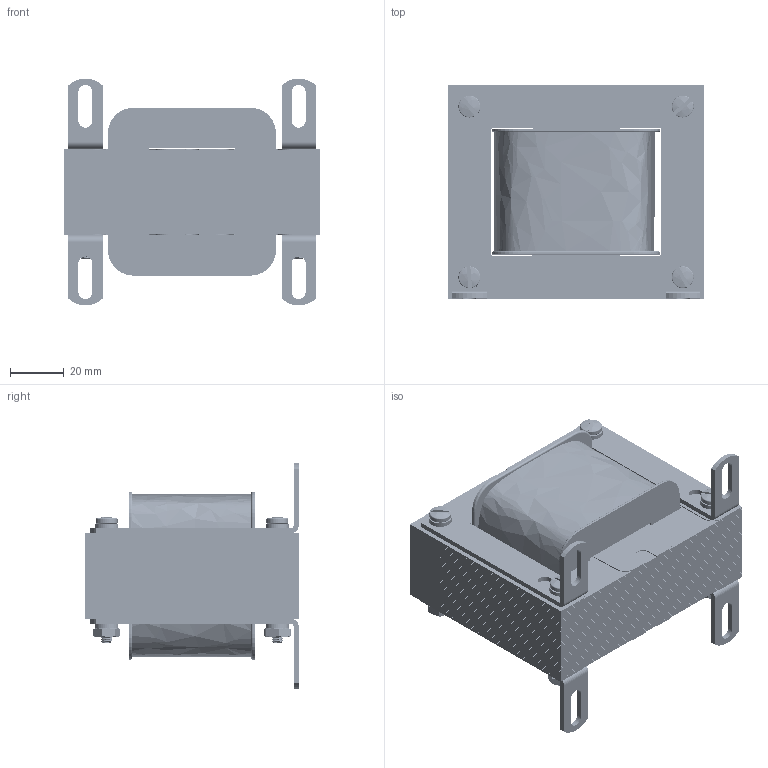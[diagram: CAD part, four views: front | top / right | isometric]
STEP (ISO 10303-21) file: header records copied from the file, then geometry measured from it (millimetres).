
FILE_DESCRIPTION(/* description */ (''),/* implementation_level */ '2;1');
FILE_NAME(/* name */ '15000-EI125-125-H02A.step',/* time_stamp */ '2024-01-31T12:08:55-07:00',/* author */ (''),/* organization */ (''),/* preprocessor_version */ 'ST-DEVELOPER v20',/* originating_system */ 'Autodesk Translation Framework v12.20.1.177',/* authorisation */ '');
FILE_SCHEMA (('AUTOMOTIVE_DESIGN { 1 0 10303 214 3 1 1 }'));
Products named in the file (8): 15000-EI125-125-H02A; 8-32 Standard Nut v1; 20000-B125-125-00* v18; 20000-EI125 v1; TMB-105 LF (B112H0) (BR125-LL-0H) v4; TMB-105 (B112H0); Fiber Laser Base v2 (1); EI125-125-18 Lead Wire v1
Assembly tree (7 placements, depth 4):
  15000-EI125-125-H02A
    8-32 Standard Nut v1
    20000-B125-125-00* v18
    20000-EI125 v1
    TMB-105 LF (B112H0) (BR125-LL-0H) v4
      TMB-105 (B112H0)
        Fiber Laser Base v2 (1)
    EI125-125-18 Lead Wire v1
Bounding box: 95.28 x 79.43 x 84.33 mm (x, y, z)
Volume: 301014.8 mm3; surface area: 1156050.7 mm2
Topology: 200 solids, 200 shells, 3403 faces, 8859 edges, 5870 vertices
Faces by surface type: plane 1978, cylinder 1308, cone 72, bspline 21, torus 16, sphere 8
Full cylindrical faces by diameter (mm): 3.134 x228, 4.166 x228, 4.394 x8, 5.159 x4, 5.207 x8, 5.556 x352, 8.179 x4, 8.738 x8
Entity records: 149951 total; most frequent: CARTESIAN_POINT 65326, ORIENTED_EDGE 17718, DIRECTION 16299, EDGE_CURVE 8859, LINE 5905, VECTOR 5905, VERTEX_POINT 5870, AXIS2_PLACEMENT_3D 5197
